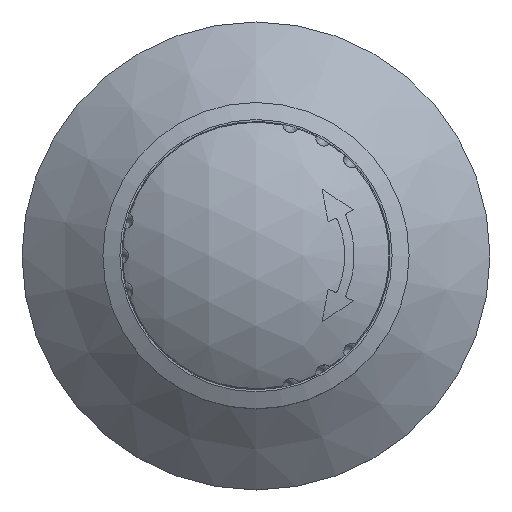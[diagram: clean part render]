
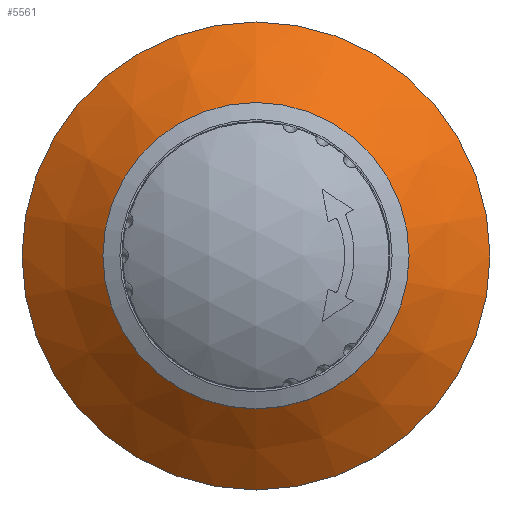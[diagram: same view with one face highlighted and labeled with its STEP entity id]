
A CAD part, top view. The second image highlights one B-rep face of the part: STEP entity #5561.
In plain terms, the highlighted conical face has half-angle 50 degrees and reference radius 22.75 mm.
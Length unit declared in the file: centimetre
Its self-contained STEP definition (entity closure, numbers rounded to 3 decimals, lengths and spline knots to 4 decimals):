
#301=CONICAL_SURFACE('',#6019,2.275,50.);
#505=FACE_BOUND('',#1012,.T.);
#608=FACE_OUTER_BOUND('',#1011,.T.);
#1011=EDGE_LOOP('',(#4040));
#1012=EDGE_LOOP('',(#4041));
#1397=CIRCLE('',#6018,1.8);
#1398=CIRCLE('',#6020,2.75);
#2437=VERTEX_POINT('',#8745);
#2438=VERTEX_POINT('',#8748);
#3034=EDGE_CURVE('',#2437,#2437,#1397,.T.);
#3035=EDGE_CURVE('',#2438,#2438,#1398,.T.);
#4040=ORIENTED_EDGE('',*,*,#3035,.F.);
#4041=ORIENTED_EDGE('',*,*,#3034,.T.);
#5561=ADVANCED_FACE('',(#608,#505),#301,.T.);
#6018=AXIS2_PLACEMENT_3D('',#8746,#6936,#6937);
#6019=AXIS2_PLACEMENT_3D('',#8747,#6938,#6939);
#6020=AXIS2_PLACEMENT_3D('',#8749,#6940,#6941);
#6936=DIRECTION('center_axis',(0.,0.,
-1.));
#6937=DIRECTION('ref_axis',(0.,1.,0.));
#6938=DIRECTION('center_axis',(0.,0.,
-1.));
#6939=DIRECTION('ref_axis',(0.,1.,0.));
#6940=DIRECTION('center_axis',(0.,0.,
-1.));
#6941=DIRECTION('ref_axis',(0.,1.,0.));
#8745=CARTESIAN_POINT('',(0.,1.8,4.175));
#8746=CARTESIAN_POINT('Origin',(0.,0.,
4.175));
#8747=CARTESIAN_POINT('Origin',(0.,0.,
3.7764));
#8748=CARTESIAN_POINT('',(0.,2.75,3.3779));
#8749=CARTESIAN_POINT('Origin',(0.,0.,
3.3779));
